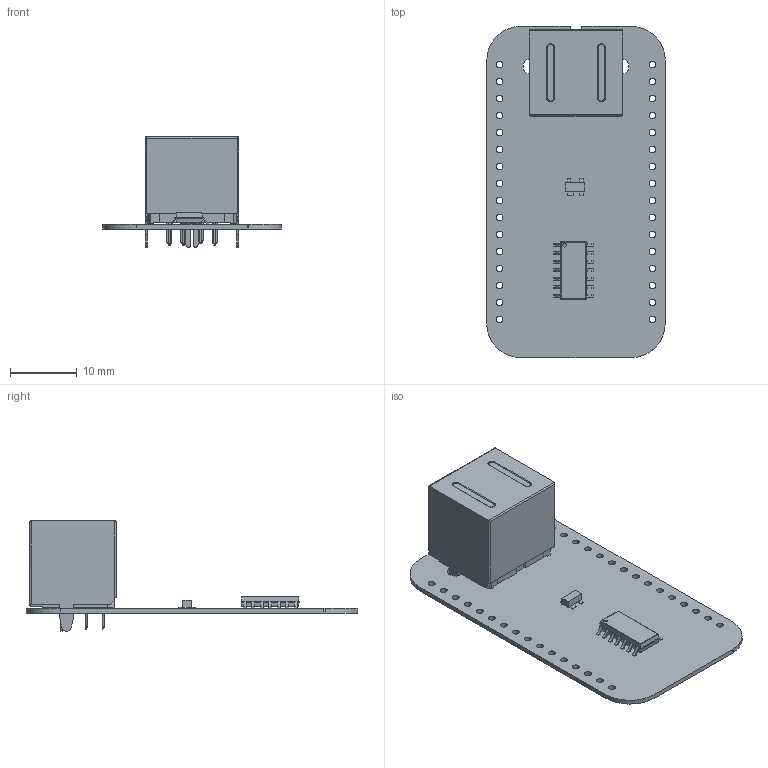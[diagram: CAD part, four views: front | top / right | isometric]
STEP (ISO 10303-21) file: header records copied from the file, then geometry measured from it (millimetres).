
FILE_DESCRIPTION(('KiCad electronic assembly'),'2;1');
FILE_NAME('PS2 Timing.step','2025-01-02T21:41:53',('Pcbnew'),('Kicad'), 'Open CASCADE STEP processor 7.8','KiCad to STEP converter','Unknown' );
FILE_SCHEMA(('AUTOMOTIVE_DESIGN { 1 0 10303 214 1 1 1 1 }'));
Length unit declared in the file: millimetre
Products named in the file (8): PS2 Timing 1; KMDGX-6S-BS; KMDGX-6S-BS_rC3; BAW101-7; ASSEMBLY; MC74ACT86DG; PS2 Timing_PCB
Assembly tree (7 placements, depth 3):
  PS2 Timing 1
    KMDGX-6S-BS
      KMDGX-6S-BS_rC3
    BAW101-7
      ASSEMBLY
    MC74ACT86DG
      ASSEMBLY
    PS2 Timing_PCB
Bounding box: 26.67 x 49.53 x 16.5 mm (x, y, z)
Volume: 3006.8 mm3; surface area: 4705.4 mm2
Topology: 22 solids, 22 shells, 567 faces, 1445 edges, 940 vertices
Faces by surface type: plane 391, cylinder 158, cone 12, torus 6
Full cylindrical faces by diameter (mm): 0.487 x1, 0.9 x6, 1 x32, 2.34 x3
Entity records: 18150 total; most frequent: CARTESIAN_POINT 3032, ORIENTED_EDGE 2890, DIRECTION 2887, EDGE_CURVE 1445, LINE 1105, VECTOR 1105, VERTEX_POINT 940, AXIS2_PLACEMENT_3D 891
